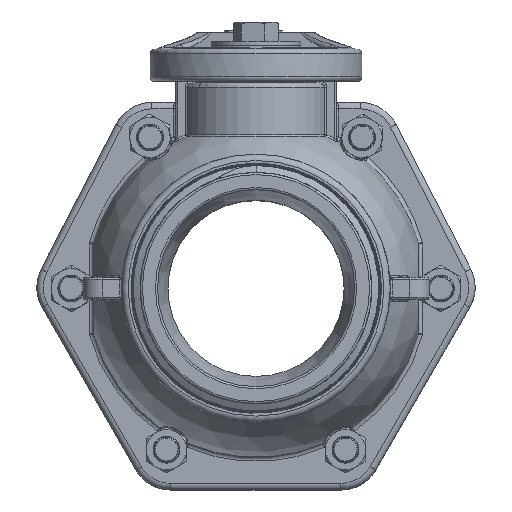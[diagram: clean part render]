
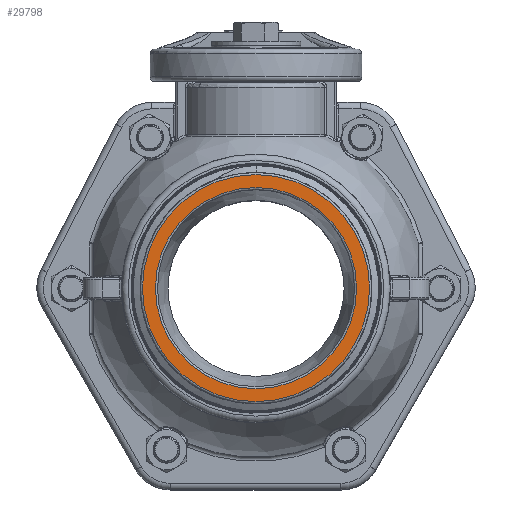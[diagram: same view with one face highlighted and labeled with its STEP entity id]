
A CAD part, top view. The second image highlights one B-rep face of the part: STEP entity #29798.
In plain terms, the highlighted planar face has unit normal (0, 0, 1).
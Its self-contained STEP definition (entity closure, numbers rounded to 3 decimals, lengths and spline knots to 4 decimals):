
#1072=PLANE('',#31678);
#2122=FACE_BOUND('',#4184,.T.);
#2378=FACE_OUTER_BOUND('',#4183,.T.);
#4183=EDGE_LOOP('',(#20742));
#4184=EDGE_LOOP('',(#20743));
#6214=CIRCLE('',#31677,1.405);
#6215=CIRCLE('',#31679,1.5859);
#13349=VERTEX_POINT('',#43351);
#13350=VERTEX_POINT('',#43354);
#16239=EDGE_CURVE('',#13349,#13349,#6214,.T.);
#16240=EDGE_CURVE('',#13350,#13350,#6215,.T.);
#20742=ORIENTED_EDGE('',*,*,#16240,.F.);
#20743=ORIENTED_EDGE('',*,*,#16239,.F.);
#29798=ADVANCED_FACE('',(#2378,#2122),#1072,.T.);
#31677=AXIS2_PLACEMENT_3D('',#43352,#34462,#34463);
#31678=AXIS2_PLACEMENT_3D('',#43353,#34464,#34465);
#31679=AXIS2_PLACEMENT_3D('',#43355,#34466,#34467);
#34462=DIRECTION('center_axis',(0.,0.,1.));
#34463=DIRECTION('ref_axis',(0.,-1.,0.));
#34464=DIRECTION('center_axis',(0.,0.,1.));
#34465=DIRECTION('ref_axis',(1.,0.,0.));
#34466=DIRECTION('center_axis',(0.,0.,-1.));
#34467=DIRECTION('ref_axis',(0.,-1.,0.));
#43351=CARTESIAN_POINT('',(0.,1.405,4.31));
#43352=CARTESIAN_POINT('Origin',(0.,0.,4.31));
#43353=CARTESIAN_POINT('Origin',(0.,0.8075,4.31));
#43354=CARTESIAN_POINT('',(0.,1.5859,4.31));
#43355=CARTESIAN_POINT('Origin',(0.,0.,4.31));
